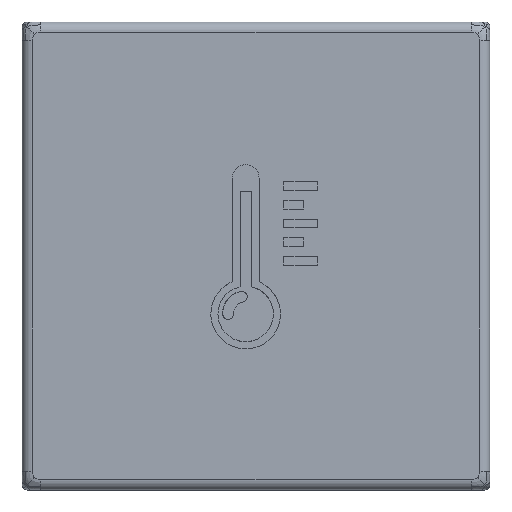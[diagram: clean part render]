
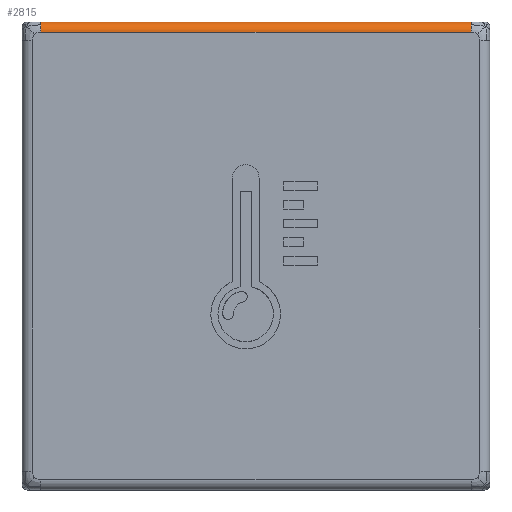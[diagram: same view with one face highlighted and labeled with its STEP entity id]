
A CAD part, top view. The second image highlights one B-rep face of the part: STEP entity #2815.
In plain terms, the highlighted cylindrical face has radius 2 mm (diameter 4 mm), a partial arc.
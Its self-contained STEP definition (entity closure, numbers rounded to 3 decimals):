
#67=CYLINDRICAL_SURFACE('',#2981,2.);
#290=LINE('',#6829,#579);
#291=LINE('',#6830,#580);
#579=VECTOR('',#3427,10.);
#580=VECTOR('',#3428,10.);
#883=FACE_OUTER_BOUND('',#1043,.T.);
#1043=EDGE_LOOP('',(#2352,#2353,#2354,#2355,#2356,#2357));
#1132=CIRCLE('',#2896,2.);
#1134=CIRCLE('',#2898,2.);
#1135=CIRCLE('',#2899,2.);
#1151=CIRCLE('',#2977,2.);
#1235=VERTEX_POINT('',#5295);
#1236=VERTEX_POINT('',#5305);
#1238=VERTEX_POINT('',#5435);
#1240=VERTEX_POINT('',#5499);
#1242=VERTEX_POINT('',#5517);
#1406=VERTEX_POINT('',#6762);
#1513=EDGE_CURVE('',#1236,#1235,#1132,.T.);
#1517=EDGE_CURVE('',#1235,#1238,#1134,.T.);
#1521=EDGE_CURVE('',#1240,#1242,#1135,.T.);
#1760=EDGE_CURVE('',#1406,#1240,#1151,.T.);
#1764=EDGE_CURVE('',#1238,#1406,#290,.T.);
#1765=EDGE_CURVE('',#1242,#1236,#291,.T.);
#2352=ORIENTED_EDGE('',*,*,#1513,.T.);
#2353=ORIENTED_EDGE('',*,*,#1517,.T.);
#2354=ORIENTED_EDGE('',*,*,#1764,.T.);
#2355=ORIENTED_EDGE('',*,*,#1760,.T.);
#2356=ORIENTED_EDGE('',*,*,#1521,.T.);
#2357=ORIENTED_EDGE('',*,*,#1765,.T.);
#2815=ADVANCED_FACE('',(#883),#67,.T.);
#2896=AXIS2_PLACEMENT_3D('',#5306,#3071,#3072);
#2898=AXIS2_PLACEMENT_3D('',#5437,#3075,#3076);
#2899=AXIS2_PLACEMENT_3D('',#5579,#3077,#3078);
#2977=AXIS2_PLACEMENT_3D('',#6763,#3417,#3418);
#2981=AXIS2_PLACEMENT_3D('',#6828,#3425,#3426);
#3071=DIRECTION('center_axis',(1.,0.,0.));
#3072=DIRECTION('ref_axis',(0.,1.,0.));
#3075=DIRECTION('center_axis',(1.,0.,0.));
#3076=DIRECTION('ref_axis',(0.,1.,0.));
#3077=DIRECTION('center_axis',(-1.,0.,0.));
#3078=DIRECTION('ref_axis',(0.,0.,1.));
#3417=DIRECTION('center_axis',(-1.,0.,0.));
#3418=DIRECTION('ref_axis',(0.,0.,1.));
#3425=DIRECTION('center_axis',(-1.,0.,0.));
#3426=DIRECTION('ref_axis',(0.,0.707,0.707));
#3427=DIRECTION('',(1.,0.,0.));
#3428=DIRECTION('',(-1.,0.,0.));
#5295=CARTESIAN_POINT('',(-0.184,88.264,29.414));
#5305=CARTESIAN_POINT('',(-0.184,88.85,28.));
#5306=CARTESIAN_POINT('Origin',(-0.184,86.85,28.));
#5435=CARTESIAN_POINT('',(-0.184,86.85,30.));
#5437=CARTESIAN_POINT('Origin',(-0.184,86.85,28.));
#5499=CARTESIAN_POINT('',(85.184,88.264,29.414));
#5517=CARTESIAN_POINT('',(85.184,88.85,28.));
#5579=CARTESIAN_POINT('Origin',(85.184,86.85,28.));
#6762=CARTESIAN_POINT('',(85.184,86.85,30.));
#6763=CARTESIAN_POINT('Origin',(85.184,86.85,28.));
#6828=CARTESIAN_POINT('Origin',(19.325,86.85,28.));
#6829=CARTESIAN_POINT('',(19.325,86.85,30.));
#6830=CARTESIAN_POINT('',(19.325,88.85,28.));
